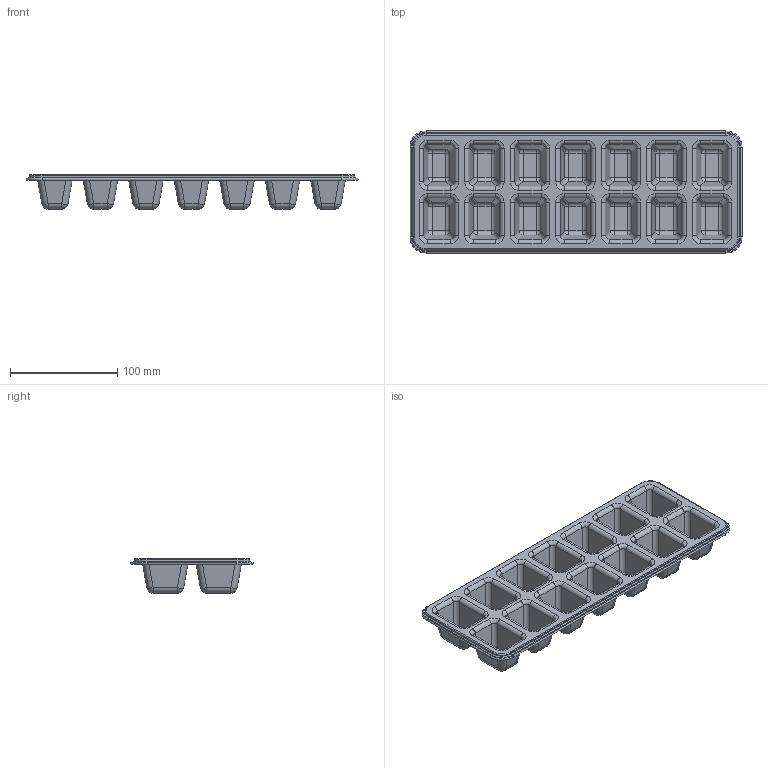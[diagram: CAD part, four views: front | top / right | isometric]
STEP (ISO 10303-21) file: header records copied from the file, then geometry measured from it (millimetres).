
FILE_DESCRIPTION(/* description */ (''),/* implementation_level */ '2;1');
FILE_NAME(/* name */ 'Day 5 - IceCube Tray v2.step',/* time_stamp */ '2025-10-16T20:53:31-04:00',/* author */ (''),/* organization */ (''),/* preprocessor_version */ 'ST-DEVELOPER v20.1',/* originating_system */ 'Autodesk Translation Framework v14.10.0.0',/* authorisation */ '');
FILE_SCHEMA (('AUTOMOTIVE_DESIGN { 1 0 10303 214 3 1 1 }'));
Length unit declared in the file: millimetre
Products named in the file (2): Day 5 - IceCube Tray; Tray
Assembly tree (1 placements, depth 2):
  Day 5 - IceCube Tray
    Tray
Bounding box: 310 x 114 x 32 mm (x, y, z)
Volume: 149288 mm3; surface area: 149894 mm2
Topology: 1 solids, 1 shells, 744 faces, 1560 edges, 848 vertices
Faces by surface type: cylinder 356, plane 152, bspline 112, sphere 112, torus 12
Entity records: 22441 total; most frequent: CARTESIAN_POINT 6403, DIRECTION 3670, ORIENTED_EDGE 3120, EDGE_CURVE 1560, AXIS2_PLACEMENT_3D 1475, VERTEX_POINT 848, EDGE_LOOP 774, FACE_OUTER_BOUND 744
